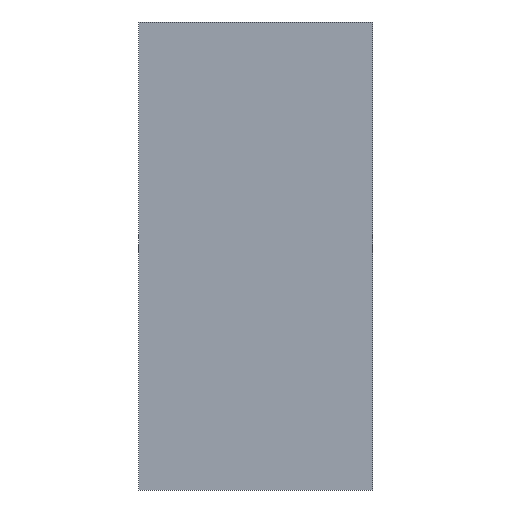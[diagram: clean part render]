
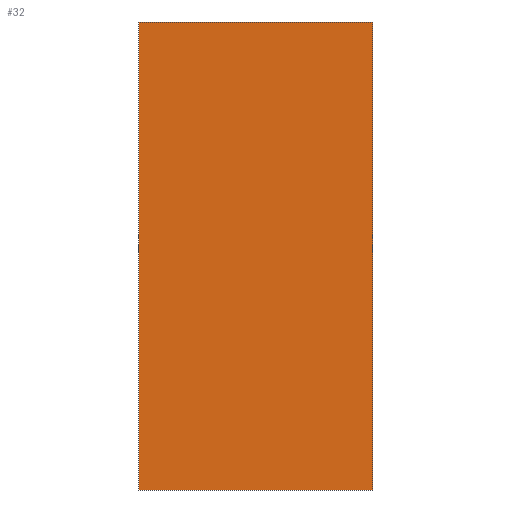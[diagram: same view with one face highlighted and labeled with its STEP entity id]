
A CAD part, front view. The second image highlights one B-rep face of the part: STEP entity #32.
In plain terms, the highlighted planar face has unit normal (0, -1, 0).
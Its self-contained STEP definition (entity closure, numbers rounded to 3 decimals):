
#6 = LINE ( 'NONE', #154, #140 ) ;
#10 = DIRECTION ( 'NONE',  ( 0., 0., 1. ) ) ;
#20 = FACE_OUTER_BOUND ( 'NONE', #111, .T. ) ;
#24 = DIRECTION ( 'NONE',  ( 1., 0., 0. ) ) ;
#25 = CARTESIAN_POINT ( 'NONE',  ( 20., 0., -40. ) ) ;
#31 = ORIENTED_EDGE ( 'NONE', *, *, #127, .F. ) ;
#32 = ADVANCED_FACE ( 'NONE', ( #20 ), #128, .F. ) ;
#34 = AXIS2_PLACEMENT_3D ( 'NONE', #103, #181, #100 ) ;
#39 = DIRECTION ( 'NONE',  ( 0., 0., -1. ) ) ;
#45 = EDGE_CURVE ( 'NONE', #97, #109, #75, .T. ) ;
#53 = LINE ( 'NONE', #171, #152 ) ;
#69 = CARTESIAN_POINT ( 'NONE',  ( -20., 0., 40. ) ) ;
#75 = LINE ( 'NONE', #101, #161 ) ;
#88 = EDGE_CURVE ( 'NONE', #186, #159, #6, .T. ) ;
#96 = CARTESIAN_POINT ( 'NONE',  ( 20., 0., 40. ) ) ;
#97 = VERTEX_POINT ( 'NONE', #96 ) ;
#100 = DIRECTION ( 'NONE',  ( 0., 0., 1. ) ) ;
#101 = CARTESIAN_POINT ( 'NONE',  ( 20., 0., 40. ) ) ;
#103 = CARTESIAN_POINT ( 'NONE',  ( 0., 0., 0. ) ) ;
#109 = VERTEX_POINT ( 'NONE', #110 ) ;
#110 = CARTESIAN_POINT ( 'NONE',  ( 20., 0., -40. ) ) ;
#111 = EDGE_LOOP ( 'NONE', ( #143, #142, #118, #31 ) ) ;
#118 = ORIENTED_EDGE ( 'NONE', *, *, #45, .F. ) ;
#127 = EDGE_CURVE ( 'NONE', #159, #97, #53, .T. ) ;
#128 = PLANE ( 'NONE',  #34 ) ;
#138 = CARTESIAN_POINT ( 'NONE',  ( -20., 0., -40. ) ) ;
#140 = VECTOR ( 'NONE', #10, 1000. ) ;
#141 = DIRECTION ( 'NONE',  ( -1., 0., 0. ) ) ;
#142 = ORIENTED_EDGE ( 'NONE', *, *, #158, .F. ) ;
#143 = ORIENTED_EDGE ( 'NONE', *, *, #88, .F. ) ;
#152 = VECTOR ( 'NONE', #24, 1000. ) ;
#154 = CARTESIAN_POINT ( 'NONE',  ( -20., 0., 40. ) ) ;
#158 = EDGE_CURVE ( 'NONE', #109, #186, #183, .T. ) ;
#159 = VERTEX_POINT ( 'NONE', #69 ) ;
#161 = VECTOR ( 'NONE', #39, 1000. ) ;
#171 = CARTESIAN_POINT ( 'NONE',  ( 20., 0., 40. ) ) ;
#177 = VECTOR ( 'NONE', #141, 1000. ) ;
#181 = DIRECTION ( 'NONE',  ( 0., 1., 0. ) ) ;
#183 = LINE ( 'NONE', #25, #177 ) ;
#186 = VERTEX_POINT ( 'NONE', #138 ) ;
